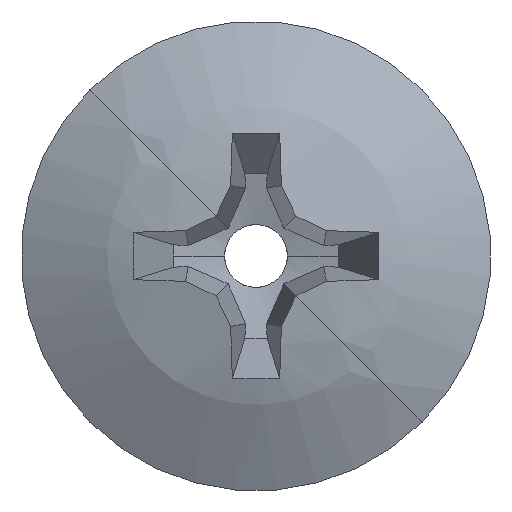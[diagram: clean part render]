
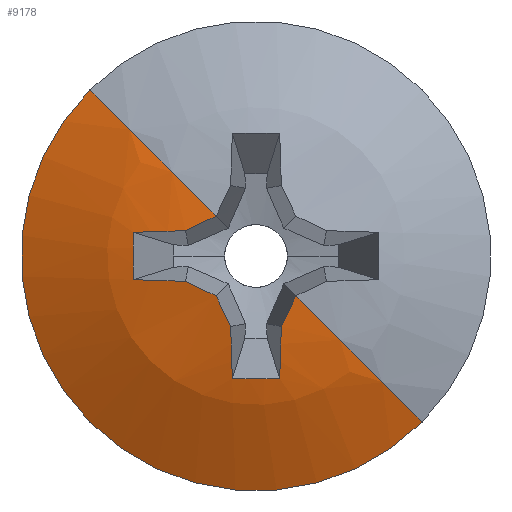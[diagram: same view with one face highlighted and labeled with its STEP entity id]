
A CAD part, left-side view. The second image highlights one B-rep face of the part: STEP entity #9178.
In plain terms, the highlighted spherical face has radius 7.673 mm.
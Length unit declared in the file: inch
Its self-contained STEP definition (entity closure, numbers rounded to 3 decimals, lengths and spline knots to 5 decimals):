
#3608=CARTESIAN_POINT('',(0.18835,0.01828,
0.01828));
#3609=DIRECTION('',(-0.144,0.7,0.7));
#3610=DIRECTION('',(-0.952,0.095,-0.29));
#3611=AXIS2_PLACEMENT_3D('',#3608,#3609,#3610);
#3613=CARTESIAN_POINT('',(-0.10763,0.,-0.03774));
#3614=CARTESIAN_POINT('',(-0.10753,0.00232,
-0.03857));
#3615=CARTESIAN_POINT('',(-0.10726,0.00694,
-0.04021));
#3616=CARTESIAN_POINT('',(-0.1067,0.01371,
-0.04259));
#3617=CARTESIAN_POINT('',(-0.10615,0.01874,
-0.04434));
#3618=CARTESIAN_POINT('',(-0.10583,0.02135,
-0.04524));
#3620=CARTESIAN_POINT('',(-0.10583,-0.02135,
-0.04524));
#3621=CARTESIAN_POINT('',(-0.10616,-0.01872,
-0.04433));
#3622=CARTESIAN_POINT('',(-0.1067,-0.01368,
-0.04258));
#3623=CARTESIAN_POINT('',(-0.10726,-0.00688,
-0.04019));
#3624=CARTESIAN_POINT('',(-0.10753,-0.0023,
-0.03856));
#3625=CARTESIAN_POINT('',(-0.10763,0.,-0.03774));
#3627=CARTESIAN_POINT('',(0.18835,-0.01828,
0.01828));
#3628=DIRECTION('',(-0.144,-0.7,0.7));
#3629=DIRECTION('',(-0.977,-0.01,-0.211));
#3630=AXIS2_PLACEMENT_3D('',#3627,#3628,#3629);
#3632=CARTESIAN_POINT('',(0.17131,0.03137,
0.03137));
#3633=DIRECTION('',(-0.424,0.64,0.64));
#3634=DIRECTION('',(-0.904,-0.262,-0.337));
#3635=AXIS2_PLACEMENT_3D('',#3632,#3633,#3634);
#3637=CARTESIAN_POINT('',(0.18835,0.01828,
-0.01828));
#3638=DIRECTION('',(-0.144,0.7,-0.7));
#3639=DIRECTION('',(-0.952,-0.29,-0.095));
#3640=AXIS2_PLACEMENT_3D('',#3637,#3638,#3639);
#3642=CARTESIAN_POINT('',(-0.10763,-0.03774,0.));
#3643=CARTESIAN_POINT('',(-0.10753,-0.03853,
-0.00219));
#3644=CARTESIAN_POINT('',(-0.10728,-0.0401,
-0.00663));
#3645=CARTESIAN_POINT('',(-0.1067,-0.04262,
-0.01378));
#3646=CARTESIAN_POINT('',(-0.10615,-0.04435,
-0.01877));
#3647=CARTESIAN_POINT('',(-0.10583,-0.04524,
-0.02135));
#3649=CARTESIAN_POINT('',(0.1921,0.,0.));
#3650=DIRECTION('',(0.,0.,-1.));
#3651=DIRECTION('',(-0.854,-0.52,0.));
#3652=AXIS2_PLACEMENT_3D('',#3649,#3650,#3651);
#3654=CARTESIAN_POINT('',(-0.066,0.,0.));
#3655=DIRECTION('',(-1.,0.,0.));
#3656=DIRECTION('',(0.,1.,0.));
#3657=AXIS2_PLACEMENT_3D('',#3654,#3655,#3656);
#3659=CARTESIAN_POINT('',(0.1921,0.,0.));
#3660=DIRECTION('',(0.,0.,1.));
#3661=DIRECTION('',(-0.854,0.52,0.));
#3662=AXIS2_PLACEMENT_3D('',#3659,#3660,#3661);
#3664=CARTESIAN_POINT('',(-0.10583,0.04524,
-0.02135));
#3665=CARTESIAN_POINT('',(-0.10615,0.04435,
-0.01877));
#3666=CARTESIAN_POINT('',(-0.10669,0.04262,
-0.01379));
#3667=CARTESIAN_POINT('',(-0.10728,0.0401,
-0.00663));
#3668=CARTESIAN_POINT('',(-0.10753,0.03853,
-0.0022));
#3669=CARTESIAN_POINT('',(-0.10763,0.03774,0.));
#3671=CARTESIAN_POINT('',(0.18835,-0.01828,
-0.01828));
#3672=DIRECTION('',(0.144,0.7,0.7));
#3673=DIRECTION('',(-0.952,0.29,-0.095));
#3674=AXIS2_PLACEMENT_3D('',#3671,#3672,#3673);
#3676=CARTESIAN_POINT('',(0.17131,-0.03137,
0.03137));
#3677=DIRECTION('',(0.424,0.64,-0.64));
#3678=DIRECTION('',(-0.904,0.262,-0.337));
#3679=AXIS2_PLACEMENT_3D('',#3676,#3677,#3678);
#3792=CARTESIAN_POINT('',(-0.10763,-0.03774,0.));
#3838=CARTESIAN_POINT('',(-0.10763,0.03774,0.));
#4069=CARTESIAN_POINT('',(-0.066,0.157,0.));
#4071=VERTEX_POINT('',#4069);
#4073=CARTESIAN_POINT('',(-0.066,-0.157,0.));
#4075=VERTEX_POINT('',#4073);
#4170=VERTEX_POINT('',#3792);
#4185=VERTEX_POINT('',#3838);
#4186=CARTESIAN_POINT('',(-0.09823,0.04681,
-0.06914));
#4187=CARTESIAN_POINT('',(-0.10583,0.02135,
-0.04524));
#4188=VERTEX_POINT('',#4186);
#4189=VERTEX_POINT('',#4187);
#4190=VERTEX_POINT('',#3613);
#4191=VERTEX_POINT('',#3620);
#4192=CARTESIAN_POINT('',(-0.09823,-0.04681,
-0.06914));
#4193=VERTEX_POINT('',#4192);
#4194=CARTESIAN_POINT('',(-0.09823,-0.06914,
-0.04681));
#4195=VERTEX_POINT('',#4194);
#4196=CARTESIAN_POINT('',(-0.10583,-0.04524,
-0.02135));
#4197=VERTEX_POINT('',#4196);
#4198=VERTEX_POINT('',#3664);
#4199=CARTESIAN_POINT('',(-0.09823,0.06914,
-0.04681));
#4200=VERTEX_POINT('',#4199);
#9146=CARTESIAN_POINT('',(0.1921,0.,0.));
#9147=DIRECTION('',(1.,0.,0.));
#9148=DIRECTION('',(0.,-1.,0.));
#9149=AXIS2_PLACEMENT_3D('',#9146,#9147,#9148);
#9150=SPHERICAL_SURFACE('',#9149,0.3021);
#9152=ORIENTED_EDGE('',*,*,#9151,.T.);
#9154=ORIENTED_EDGE('',*,*,#9153,.F.);
#9156=ORIENTED_EDGE('',*,*,#9155,.F.);
#9158=ORIENTED_EDGE('',*,*,#9157,.T.);
#9160=ORIENTED_EDGE('',*,*,#9159,.T.);
#9162=ORIENTED_EDGE('',*,*,#9161,.T.);
#9164=ORIENTED_EDGE('',*,*,#9163,.F.);
#9166=ORIENTED_EDGE('',*,*,#9165,.F.);
#9167=ORIENTED_EDGE('',*,*,#9139,.F.);
#9169=ORIENTED_EDGE('',*,*,#9168,.T.);
#9171=ORIENTED_EDGE('',*,*,#9170,.F.);
#9173=ORIENTED_EDGE('',*,*,#9172,.F.);
#9175=ORIENTED_EDGE('',*,*,#9174,.F.);
#9176=EDGE_LOOP('',(#9152,#9154,#9156,#9158,#9160,#9162,#9164,#9166,#9167,#9169,
#9171,#9173,#9175));
#9177=FACE_OUTER_BOUND('',#9176,.F.);
#3612=CIRCLE('',#3611,0.30097);
#3619=B_SPLINE_CURVE_WITH_KNOTS('',3,(#3613,#3614,#3615,#3616,#3617,#3618),
.UNSPECIFIED.,.F.,.F.,(4,1,1,4),(0.,0.33333,0.66667,1.),
.UNSPECIFIED.);
#3626=B_SPLINE_CURVE_WITH_KNOTS('',3,(#3620,#3621,#3622,#3623,#3624,#3625),
.UNSPECIFIED.,.F.,.F.,(4,1,1,4),(0.,0.33333,0.66667,1.),
.UNSPECIFIED.);
#3631=CIRCLE('',#3630,0.30097);
#3636=CIRCLE('',#3635,0.2981);
#3641=CIRCLE('',#3640,0.30097);
#3648=B_SPLINE_CURVE_WITH_KNOTS('',3,(#3642,#3643,#3644,#3645,#3646,#3647),
.UNSPECIFIED.,.F.,.F.,(4,1,1,4),(0.,0.33333,0.66667,1.),
.UNSPECIFIED.);
#3653=CIRCLE('',#3652,0.3021);
#3658=CIRCLE('',#3657,0.157);
#3663=CIRCLE('',#3662,0.3021);
#3670=B_SPLINE_CURVE_WITH_KNOTS('',3,(#3664,#3665,#3666,#3667,#3668,#3669),
.UNSPECIFIED.,.F.,.F.,(4,1,1,4),(0.,0.33333,0.66667,1.),
.UNSPECIFIED.);
#3675=CIRCLE('',#3674,0.30097);
#3680=CIRCLE('',#3679,0.2981);
#9139=EDGE_CURVE('',#4071,#4075,#3658,.T.);
#9151=EDGE_CURVE('',#4188,#4189,#3612,.T.);
#9153=EDGE_CURVE('',#4190,#4189,#3619,.T.);
#9155=EDGE_CURVE('',#4191,#4190,#3626,.T.);
#9157=EDGE_CURVE('',#4191,#4193,#3631,.T.);
#9159=EDGE_CURVE('',#4193,#4195,#3636,.T.);
#9161=EDGE_CURVE('',#4195,#4197,#3641,.T.);
#9163=EDGE_CURVE('',#4170,#4197,#3648,.T.);
#9165=EDGE_CURVE('',#4075,#4170,#3653,.T.);
#9168=EDGE_CURVE('',#4071,#4185,#3663,.T.);
#9170=EDGE_CURVE('',#4198,#4185,#3670,.T.);
#9172=EDGE_CURVE('',#4200,#4198,#3675,.T.);
#9174=EDGE_CURVE('',#4188,#4200,#3680,.T.);
#9178=ADVANCED_FACE('',(#9177),#9150,.T.);
